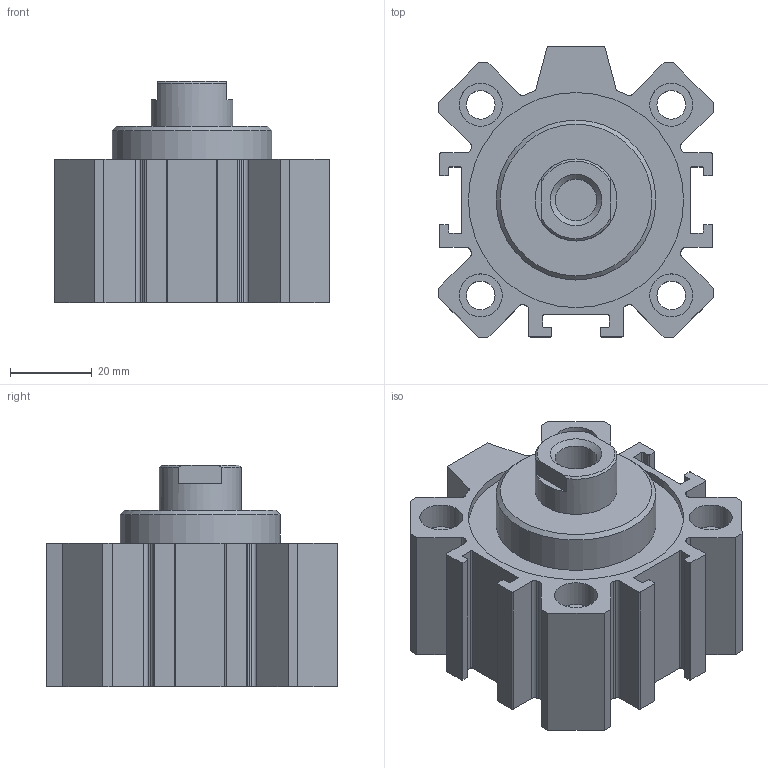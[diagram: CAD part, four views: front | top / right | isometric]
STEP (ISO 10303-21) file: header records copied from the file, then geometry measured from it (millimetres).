
FILE_DESCRIPTION(/* description */ (''),/* implementation_level */ '2;1');
FILE_NAME(/* name */ '1503_50_0005.stp',/* time_stamp */ '2016-08-24T12:20:47+02:00',/* author */ ('Maniean1'),/* organization */ ('Pneumax S.p.A.'),/* preprocessor_version */ 'ST-DEVELOPER v15.2',/* originating_system */ 'Autodesk Inventor 2014',/* authorisation */ '');
FILE_SCHEMA (('AUTOMOTIVE_DESIGN { 1 0 10303 214 3 1 1 }'));
Length unit declared in the file: millimetre
Products named in the file (3): C_1503_50_0005; S_1501_50_0005; 1503_50_0005
Bounding box: 67 x 71 x 54 mm (x, y, z)
Volume: 118562.3 mm3; surface area: 42375.2 mm2
Topology: 2 solids, 2 shells, 165 faces, 430 edges, 287 vertices
Faces by surface type: plane 82, cylinder 77, cone 6
Full cylindrical faces by diameter (mm): 4.134 x1, 7 x4, 8.566 x1, 10.106 x1, 10.5 x8, 20 x2, 39 x2, 50 x2, 52.5 x2
Entity records: 5154 total; most frequent: DIRECTION 896, CARTESIAN_POINT 856, ORIENTED_EDGE 794, EDGE_CURVE 397, AXIS2_PLACEMENT_3D 333, VERTEX_POINT 281, LINE 230, VECTOR 230
